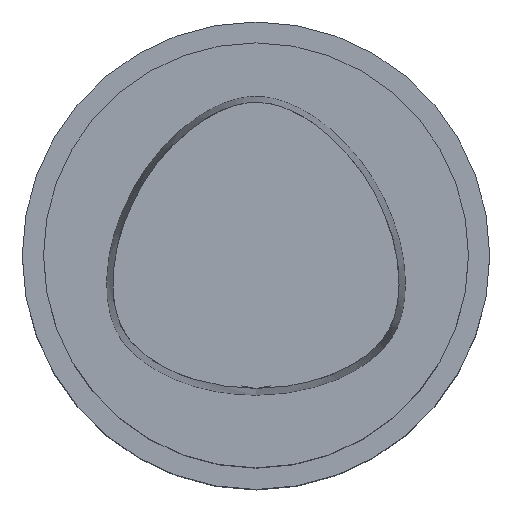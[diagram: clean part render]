
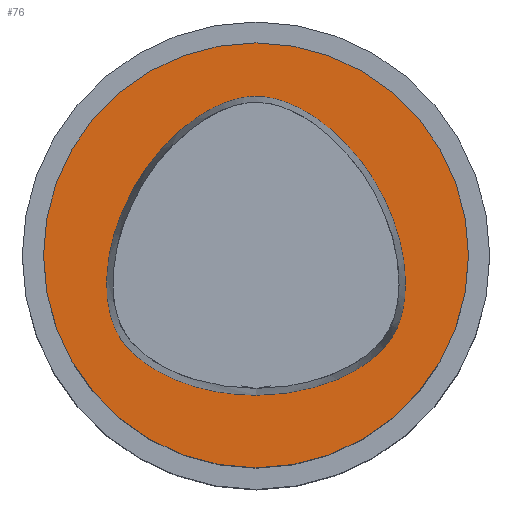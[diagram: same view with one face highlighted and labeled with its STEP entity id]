
A CAD part, top view. The second image highlights one B-rep face of the part: STEP entity #76.
In plain terms, the highlighted planar face has unit normal (0, 0, 1).
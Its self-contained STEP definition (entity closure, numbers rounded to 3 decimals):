
#45=B_SPLINE_CURVE_WITH_KNOTS('',3,(#268,#269,#270,#271,#272,#273,#274,
#275,#276,#277,#278,#279,#280,#281,#282,#283,#284,#285,#286,#287,#288,#289,
#290,#291,#292,#293,#294,#295,#296,#297,#298,#299,#300,#301,#302,#303,#304,
#305,#306,#307,#308,#309,#310,#311,#312,#313,#314,#315,#316,#317,#318,#319,
#320,#321),.UNSPECIFIED.,.T.,.F.,(2,2,2,2,2,2,2,2,2,2,2,2,2,2,2,2,2,2,2,
2,2,2,2,2,2,2,2,2,2),(-0.071,0.,0.071,0.107,
0.125,0.134,0.143,0.179,
0.214,0.223,0.25,0.286,
0.357,0.429,0.476,0.494,
0.524,0.53,0.548,0.571,
0.619,0.714,0.786,0.821,
0.857,0.893,0.929,1.,1.071),
 .UNSPECIFIED.);
#64=FACE_BOUND('',#99,.T.);
#65=FACE_BOUND('',#100,.T.);
#76=ADVANCED_FACE('',(#64,#65),#82,.T.);
#82=PLANE('',#199);
#99=EDGE_LOOP('',(#118));
#100=EDGE_LOOP('',(#119));
#118=ORIENTED_EDGE('',*,*,#147,.F.);
#119=ORIENTED_EDGE('',*,*,#149,.F.);
#134=VERTEX_POINT('',#261);
#136=VERTEX_POINT('',#322);
#147=EDGE_CURVE('',#134,#134,#159,.T.);
#149=EDGE_CURVE('',#136,#136,#45,.T.);
#159=CIRCLE('',#193,20.);
#193=AXIS2_PLACEMENT_3D('',#260,#225,#226);
#199=AXIS2_PLACEMENT_3D('',#323,#237,#238);
#225=DIRECTION('',(0.,0.,-1.));
#226=DIRECTION('',(1.,0.,0.));
#237=DIRECTION('',(0.,0.,1.));
#238=DIRECTION('',(-1.,0.,0.));
#260=CARTESIAN_POINT('',(0.,0.,0.));
#261=CARTESIAN_POINT('',(20.,0.,0.));
#268=CARTESIAN_POINT('',(-2.539,-13.165,0.));
#269=CARTESIAN_POINT('',(2.539,-13.166,0.));
#270=CARTESIAN_POINT('',(5.078,-12.687,0.));
#271=CARTESIAN_POINT('',(8.276,-11.445,0.));
#272=CARTESIAN_POINT('',(9.24,-10.944,0.));
#273=CARTESIAN_POINT('',(10.472,-10.129,0.));
#274=CARTESIAN_POINT('',(10.846,-9.847,0.));
#275=CARTESIAN_POINT('',(11.352,-9.416,0.));
#276=CARTESIAN_POINT('',(11.511,-9.272,0.));
#277=CARTESIAN_POINT('',(11.81,-8.98,0.));
#278=CARTESIAN_POINT('',(11.95,-8.832,0.));
#279=CARTESIAN_POINT('',(12.606,-8.097,0.));
#280=CARTESIAN_POINT('',(12.986,-7.513,0.));
#281=CARTESIAN_POINT('',(13.591,-6.15,0.));
#282=CARTESIAN_POINT('',(13.815,-5.371,0.));
#283=CARTESIAN_POINT('',(13.976,-4.234,0.));
#284=CARTESIAN_POINT('',(14.002,-3.998,0.));
#285=CARTESIAN_POINT('',(14.079,-3.031,0.));
#286=CARTESIAN_POINT('',(14.077,-2.249,0.));
#287=CARTESIAN_POINT('',(13.914,-0.336,0.));
#288=CARTESIAN_POINT('',(13.7,0.824,0.));
#289=CARTESIAN_POINT('',(12.687,4.324,0.));
#290=CARTESIAN_POINT('',(11.516,6.684,0.));
#291=CARTESIAN_POINT('',(8.501,10.701,0.));
#292=CARTESIAN_POINT('',(6.657,12.359,0.));
#293=CARTESIAN_POINT('',(3.678,14.142,0.));
#294=CARTESIAN_POINT('',(2.512,14.593,0.));
#295=CARTESIAN_POINT('',(1.094,14.887,0.));
#296=CARTESIAN_POINT('',(0.726,14.934,0.));
#297=CARTESIAN_POINT('',(-0.243,14.985,0.));
#298=CARTESIAN_POINT('',(-0.839,14.94,0.));
#299=CARTESIAN_POINT('',(-1.61,14.78,0.));
#300=CARTESIAN_POINT('',(-1.741,14.749,0.));
#301=CARTESIAN_POINT('',(-2.27,14.613,0.));
#302=CARTESIAN_POINT('',(-2.684,14.478,0.));
#303=CARTESIAN_POINT('',(-3.678,14.076,0.));
#304=CARTESIAN_POINT('',(-4.268,13.782,0.));
#305=CARTESIAN_POINT('',(-6.063,12.712,0.));
#306=CARTESIAN_POINT('',(-7.289,11.747,0.));
#307=CARTESIAN_POINT('',(-10.653,8.246,0.));
#308=CARTESIAN_POINT('',(-12.472,5.103,0.));
#309=CARTESIAN_POINT('',(-14.043,-0.336,0.));
#310=CARTESIAN_POINT('',(-14.197,-2.648,0.));
#311=CARTESIAN_POINT('',(-13.818,-5.367,0.));
#312=CARTESIAN_POINT('',(-13.59,-6.149,0.));
#313=CARTESIAN_POINT('',(-12.985,-7.514,0.));
#314=CARTESIAN_POINT('',(-12.608,-8.098,0.));
#315=CARTESIAN_POINT('',(-11.556,-9.27,0.));
#316=CARTESIAN_POINT('',(-10.881,-9.859,0.));
#317=CARTESIAN_POINT('',(-9.241,-10.948,0.));
#318=CARTESIAN_POINT('',(-8.276,-11.447,0.));
#319=CARTESIAN_POINT('',(-5.077,-12.686,0.));
#320=CARTESIAN_POINT('',(-2.539,-13.165,0.));
#321=CARTESIAN_POINT('',(2.539,-13.166,0.));
#322=CARTESIAN_POINT('',(0.,-13.166,0.));
#323=CARTESIAN_POINT('',(0.,-17.6,0.));
